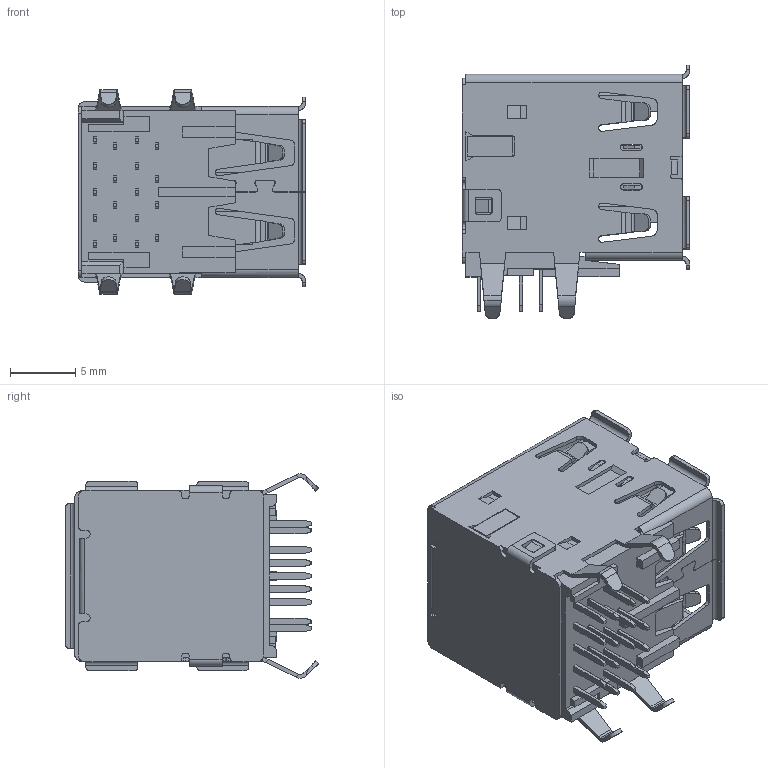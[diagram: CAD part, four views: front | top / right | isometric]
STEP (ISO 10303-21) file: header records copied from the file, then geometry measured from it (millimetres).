
FILE_DESCRIPTION (( 'STEP AP203' ), '1' );
FILE_NAME ('2X USB3.0 PORTS- RPi4ModelB.STEP_Predeterminado_sldprt.STEP', '2022-06-23T14:41:39', ( '' ), ( '' ), 'SwSTEP 2.0', 'SolidWorks 2020', '' );
FILE_SCHEMA (( 'CONFIG_CONTROL_DESIGN' ));
Length unit declared in the file: millimetre
Products named in the file (1): 2X USB3.0 PORTS- RPi4ModelB.STEP_Predeterminado_sldprt
Bounding box: 17.46 x 19.4 x 15.67 mm (x, y, z)
Volume: 2452.4 mm3; surface area: 2929.4 mm2
Topology: 1 solids, 1 shells, 1044 faces, 2903 edges, 1876 vertices
Faces by surface type: plane 689, cylinder 311, bspline 44
Entity records: 35714 total; most frequent: CARTESIAN_POINT 10538, ORIENTED_EDGE 5806, DIRECTION 4185, EDGE_CURVE 2903, VECTOR 2011, LINE 2011, VERTEX_POINT 1876, EDGE_LOOP 1119
